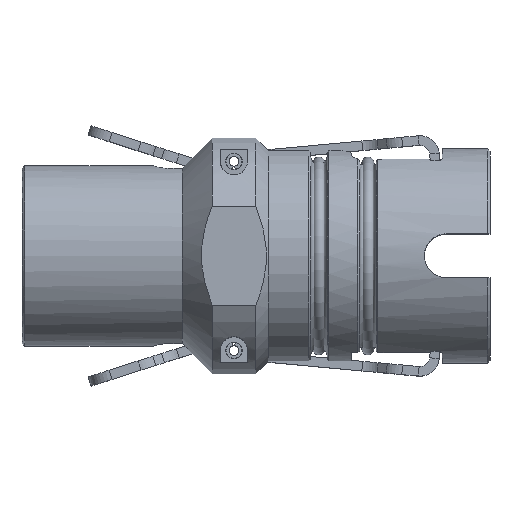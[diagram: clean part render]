
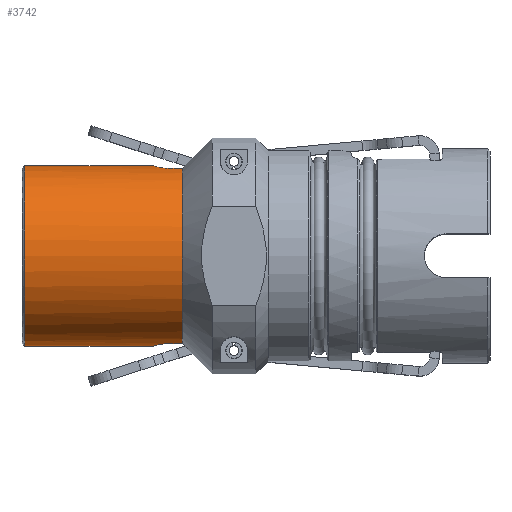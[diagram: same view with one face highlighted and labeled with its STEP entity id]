
A CAD part, top view. The second image highlights one B-rep face of the part: STEP entity #3742.
In plain terms, the highlighted cylindrical face has radius 13.119 mm (diameter 26.238 mm), a full revolution.
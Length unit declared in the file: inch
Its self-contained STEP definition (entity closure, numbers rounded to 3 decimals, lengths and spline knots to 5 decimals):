
#228=B_SPLINE_CURVE_WITH_KNOTS('',3,(#6457,#6458,#6459,#6460,#6461,#6462,
#6463,#6464,#6465,#6466),.UNSPECIFIED.,.F.,.F.,(4,2,2,2,4),(-0.36209,
-0.27124,-0.1804,-0.0902,0.),
 .UNSPECIFIED.);
#230=B_SPLINE_CURVE_WITH_KNOTS('',3,(#6497,#6498,#6499,#6500,#6501,#6502,
#6503,#6504,#6505,#6506),.UNSPECIFIED.,.F.,.F.,(4,2,2,2,4),(0.,0.0902,
0.1804,0.27124,0.36209),.UNSPECIFIED.);
#243=B_SPLINE_CURVE_WITH_KNOTS('',3,(#6787,#6788,#6789,#6790,#6791,#6792,
#6793,#6794,#6795,#6796),.UNSPECIFIED.,.F.,.F.,(4,2,2,2,4),(0.72215,
0.81235,0.90255,0.9934,1.08424),
 .UNSPECIFIED.);
#244=B_SPLINE_CURVE_WITH_KNOTS('',3,(#6803,#6804,#6805,#6806,#6807,#6808,
#6809,#6810,#6811,#6812),.UNSPECIFIED.,.F.,.F.,(4,2,2,2,4),(0.36007,
0.45091,0.54175,0.63195,0.72215),
 .UNSPECIFIED.);
#286=LINE('',#5819,#551);
#296=LINE('',#5886,#561);
#359=LINE('',#6474,#624);
#375=LINE('',#6722,#640);
#399=LINE('',#6829,#664);
#551=VECTOR('',#4449,0.3937);
#561=VECTOR('',#4467,0.3937);
#624=VECTOR('',#4744,0.3937);
#640=VECTOR('',#4810,0.3937);
#664=VECTOR('',#4914,0.5165);
#817=CYLINDRICAL_SURFACE('',#4133,0.5165);
#955=FACE_OUTER_BOUND('',#1170,.T.);
#1170=EDGE_LOOP('',(#3109,#3110,#3111,#3112,#3113,#3114,#3115,#3116,#3117,
#3118,#3119,#3120,#3121,#3122,#3123,#3124,#3125));
#1326=CIRCLE('',#4015,0.5165);
#1331=CIRCLE('',#4024,0.5165);
#1351=CIRCLE('',#4071,0.5165);
#1352=CIRCLE('',#4072,0.5165);
#1382=CIRCLE('',#4131,0.5165);
#1383=CIRCLE('',#4134,0.5165);
#1384=CIRCLE('',#4135,0.5165);
#1597=VERTEX_POINT('',#5814);
#1598=VERTEX_POINT('',#5818);
#1614=VERTEX_POINT('',#5881);
#1615=VERTEX_POINT('',#5885);
#1670=VERTEX_POINT('',#6225);
#1678=VERTEX_POINT('',#6257);
#1702=VERTEX_POINT('',#6454);
#1703=VERTEX_POINT('',#6456);
#1706=VERTEX_POINT('',#6496);
#1707=VERTEX_POINT('',#6509);
#1737=VERTEX_POINT('',#6720);
#1755=VERTEX_POINT('',#6786);
#1757=VERTEX_POINT('',#6801);
#1760=VERTEX_POINT('',#6828);
#1761=VERTEX_POINT('',#6830);
#1988=EDGE_CURVE('',#1598,#1597,#286,.T.);
#2007=EDGE_CURVE('',#1615,#1614,#296,.T.);
#2086=EDGE_CURVE('',#1670,#1597,#1326,.T.);
#2098=EDGE_CURVE('',#1678,#1614,#1331,.T.);
#2148=EDGE_CURVE('',#1702,#1703,#228,.T.);
#2153=EDGE_CURVE('',#1678,#1703,#359,.T.);
#2156=EDGE_CURVE('',#1598,#1706,#230,.T.);
#2158=EDGE_CURVE('',#1707,#1706,#1351,.T.);
#2159=EDGE_CURVE('',#1702,#1707,#1352,.T.);
#2200=EDGE_CURVE('',#1670,#1737,#375,.T.);
#2233=EDGE_CURVE('',#1615,#1755,#243,.T.);
#2237=EDGE_CURVE('',#1757,#1737,#244,.T.);
#2244=EDGE_CURVE('',#1757,#1755,#1382,.T.);
#2245=EDGE_CURVE('',#1707,#1760,#399,.T.);
#2246=EDGE_CURVE('',#1761,#1760,#1383,.T.);
#2247=EDGE_CURVE('',#1760,#1761,#1384,.T.);
#3109=ORIENTED_EDGE('',*,*,#1988,.T.);
#3110=ORIENTED_EDGE('',*,*,#2086,.F.);
#3111=ORIENTED_EDGE('',*,*,#2200,.T.);
#3112=ORIENTED_EDGE('',*,*,#2237,.F.);
#3113=ORIENTED_EDGE('',*,*,#2244,.T.);
#3114=ORIENTED_EDGE('',*,*,#2233,.F.);
#3115=ORIENTED_EDGE('',*,*,#2007,.T.);
#3116=ORIENTED_EDGE('',*,*,#2098,.F.);
#3117=ORIENTED_EDGE('',*,*,#2153,.T.);
#3118=ORIENTED_EDGE('',*,*,#2148,.F.);
#3119=ORIENTED_EDGE('',*,*,#2159,.T.);
#3120=ORIENTED_EDGE('',*,*,#2245,.T.);
#3121=ORIENTED_EDGE('',*,*,#2246,.F.);
#3122=ORIENTED_EDGE('',*,*,#2247,.F.);
#3123=ORIENTED_EDGE('',*,*,#2245,.F.);
#3124=ORIENTED_EDGE('',*,*,#2158,.T.);
#3125=ORIENTED_EDGE('',*,*,#2156,.F.);
#3742=ADVANCED_FACE('',(#955),#817,.T.);
#4015=AXIS2_PLACEMENT_3D('',#6229,#4609,#4610);
#4024=AXIS2_PLACEMENT_3D('',#6261,#4630,#4631);
#4071=AXIS2_PLACEMENT_3D('',#6510,#4751,#4752);
#4072=AXIS2_PLACEMENT_3D('',#6511,#4753,#4754);
#4131=AXIS2_PLACEMENT_3D('',#6825,#4908,#4909);
#4133=AXIS2_PLACEMENT_3D('',#6827,#4912,#4913);
#4134=AXIS2_PLACEMENT_3D('',#6831,#4915,#4916);
#4135=AXIS2_PLACEMENT_3D('',#6832,#4917,#4918);
#4449=DIRECTION('',(1.,0.,0.));
#4467=DIRECTION('',(1.,0.,0.));
#4609=DIRECTION('center_axis',(1.,0.,0.));
#4610=DIRECTION('ref_axis',(0.,0.,-1.));
#4630=DIRECTION('center_axis',(1.,0.,0.));
#4631=DIRECTION('ref_axis',(0.,0.,-1.));
#4744=DIRECTION('',(-1.,0.,0.));
#4751=DIRECTION('center_axis',(-1.,0.,0.));
#4752=DIRECTION('ref_axis',(0.,1.,0.));
#4753=DIRECTION('center_axis',(-1.,0.,0.));
#4754=DIRECTION('ref_axis',(0.,1.,0.));
#4810=DIRECTION('',(-1.,0.,0.));
#4908=DIRECTION('center_axis',(-1.,0.,0.));
#4909=DIRECTION('ref_axis',(0.,1.,0.));
#4912=DIRECTION('center_axis',(1.,0.,0.));
#4913=DIRECTION('ref_axis',(0.,1.,0.));
#4914=DIRECTION('',(-1.,0.,0.));
#4915=DIRECTION('center_axis',(-1.,0.,0.));
#4916=DIRECTION('ref_axis',(0.,-1.,0.));
#4917=DIRECTION('center_axis',(-1.,0.,0.));
#4918=DIRECTION('ref_axis',(0.,-1.,0.));
#5814=CARTESIAN_POINT('',(0.916,-0.49987,0.13));
#5818=CARTESIAN_POINT('',(0.844,-0.49987,0.13));
#5819=CARTESIAN_POINT('',(0.458,-0.49987,0.13));
#5881=CARTESIAN_POINT('',(0.916,0.49987,-0.13));
#5885=CARTESIAN_POINT('',(0.844,0.49987,-0.13));
#5886=CARTESIAN_POINT('',(0.458,0.49987,-0.13));
#6225=CARTESIAN_POINT('',(0.916,0.49987,0.13));
#6229=CARTESIAN_POINT('Origin',(0.916,0.,0.));
#6257=CARTESIAN_POINT('',(0.916,-0.49987,-0.13));
#6261=CARTESIAN_POINT('Origin',(0.916,0.,0.));
#6454=CARTESIAN_POINT('',(0.75,-0.51524,-0.036));
#6456=CARTESIAN_POINT('',(0.844,-0.49987,-0.13));
#6457=CARTESIAN_POINT('Ctrl Pts',(0.75,-0.51524,-0.036));
#6458=CARTESIAN_POINT('Ctrl Pts',(0.75,-0.51441,-0.04789));
#6459=CARTESIAN_POINT('Ctrl Pts',(0.75239,-0.51307,
-0.06053));
#6460=CARTESIAN_POINT('Ctrl Pts',(0.76204,-0.50981,
-0.0837));
#6461=CARTESIAN_POINT('Ctrl Pts',(0.76929,-0.5079,
-0.09425));
#6462=CARTESIAN_POINT('Ctrl Pts',(0.78595,-0.50453,
-0.11086));
#6463=CARTESIAN_POINT('Ctrl Pts',(0.79647,-0.50285,-0.11805));
#6464=CARTESIAN_POINT('Ctrl Pts',(0.81957,-0.50051,
-0.12763));
#6465=CARTESIAN_POINT('Ctrl Pts',(0.83216,-0.49987,
-0.13));
#6466=CARTESIAN_POINT('Ctrl Pts',(0.844,-0.49987,-0.13));
#6474=CARTESIAN_POINT('',(0.458,-0.49987,-0.13));
#6496=CARTESIAN_POINT('',(0.75,-0.51524,0.036));
#6497=CARTESIAN_POINT('Ctrl Pts',(0.844,-0.49987,0.13));
#6498=CARTESIAN_POINT('Ctrl Pts',(0.83216,-0.49987,
0.13));
#6499=CARTESIAN_POINT('Ctrl Pts',(0.81957,-0.50051,
0.12763));
#6500=CARTESIAN_POINT('Ctrl Pts',(0.79647,-0.50285,0.11805));
#6501=CARTESIAN_POINT('Ctrl Pts',(0.78595,-0.50453,
0.11086));
#6502=CARTESIAN_POINT('Ctrl Pts',(0.76929,-0.5079,
0.09425));
#6503=CARTESIAN_POINT('Ctrl Pts',(0.76204,-0.50981,
0.0837));
#6504=CARTESIAN_POINT('Ctrl Pts',(0.75239,-0.51307,
0.06053));
#6505=CARTESIAN_POINT('Ctrl Pts',(0.75,-0.51441,0.04789));
#6506=CARTESIAN_POINT('Ctrl Pts',(0.75,-0.51524,0.036));
#6509=CARTESIAN_POINT('',(0.75,-0.5165,0.));
#6510=CARTESIAN_POINT('Origin',(0.75,0.,0.));
#6511=CARTESIAN_POINT('Origin',(0.75,0.,0.));
#6720=CARTESIAN_POINT('',(0.844,0.49987,0.13));
#6722=CARTESIAN_POINT('',(0.458,0.49987,0.13));
#6786=CARTESIAN_POINT('',(0.75,0.51524,-0.036));
#6787=CARTESIAN_POINT('Ctrl Pts',(0.844,0.49987,-0.13));
#6788=CARTESIAN_POINT('Ctrl Pts',(0.83216,0.49987,-0.13));
#6789=CARTESIAN_POINT('Ctrl Pts',(0.81957,0.50051,-0.12763));
#6790=CARTESIAN_POINT('Ctrl Pts',(0.79647,0.50285,-0.11805));
#6791=CARTESIAN_POINT('Ctrl Pts',(0.78595,0.50453,-0.11086));
#6792=CARTESIAN_POINT('Ctrl Pts',(0.76929,0.5079,-0.09425));
#6793=CARTESIAN_POINT('Ctrl Pts',(0.76204,0.50981,-0.0837));
#6794=CARTESIAN_POINT('Ctrl Pts',(0.75239,0.51307,-0.06053));
#6795=CARTESIAN_POINT('Ctrl Pts',(0.75,0.51441,-0.04789));
#6796=CARTESIAN_POINT('Ctrl Pts',(0.75,0.51524,-0.036));
#6801=CARTESIAN_POINT('',(0.75,0.51524,0.036));
#6803=CARTESIAN_POINT('Ctrl Pts',(0.75,0.51524,0.036));
#6804=CARTESIAN_POINT('Ctrl Pts',(0.75,0.51441,0.04789));
#6805=CARTESIAN_POINT('Ctrl Pts',(0.75239,0.51307,0.06053));
#6806=CARTESIAN_POINT('Ctrl Pts',(0.76204,0.50981,0.0837));
#6807=CARTESIAN_POINT('Ctrl Pts',(0.76929,0.5079,0.09425));
#6808=CARTESIAN_POINT('Ctrl Pts',(0.78595,0.50453,0.11086));
#6809=CARTESIAN_POINT('Ctrl Pts',(0.79647,0.50285,0.11805));
#6810=CARTESIAN_POINT('Ctrl Pts',(0.81957,0.50051,0.12763));
#6811=CARTESIAN_POINT('Ctrl Pts',(0.83216,0.49987,0.13));
#6812=CARTESIAN_POINT('Ctrl Pts',(0.844,0.49987,0.13));
#6825=CARTESIAN_POINT('Origin',(0.75,0.,0.));
#6827=CARTESIAN_POINT('Origin',(0.458,0.,0.));
#6828=CARTESIAN_POINT('',(0.015,-0.5165,0.));
#6829=CARTESIAN_POINT('',(0.458,-0.5165,0.));
#6830=CARTESIAN_POINT('',(0.015,0.5165,0.));
#6831=CARTESIAN_POINT('Origin',(0.015,0.,0.));
#6832=CARTESIAN_POINT('Origin',(0.015,0.,0.));
